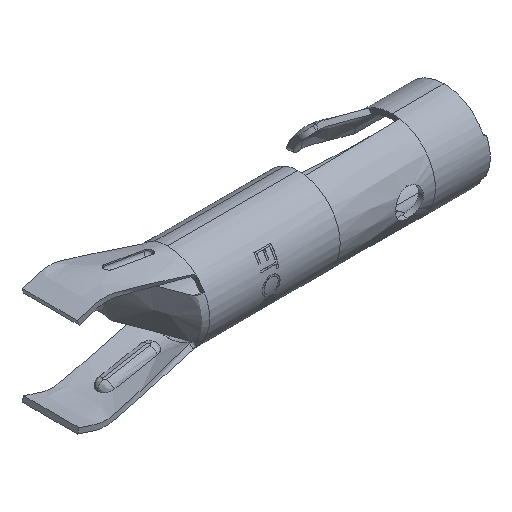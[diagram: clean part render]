
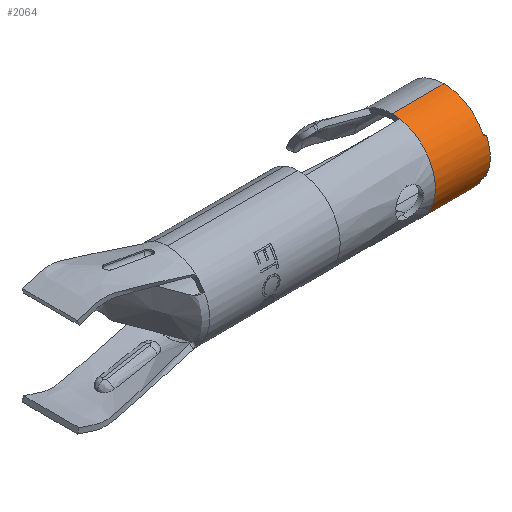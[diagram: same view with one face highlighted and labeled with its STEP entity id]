
A CAD part, isometric view. The second image highlights one B-rep face of the part: STEP entity #2064.
In plain terms, the highlighted cylindrical face has radius 3.962 mm (diameter 7.925 mm), a partial arc.
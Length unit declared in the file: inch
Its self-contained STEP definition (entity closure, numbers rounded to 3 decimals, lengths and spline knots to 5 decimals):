
#52 = AXIS2_PLACEMENT_3D ( 'NONE', #6949, #10334, #2712 ) ;
#129 = FACE_OUTER_BOUND ( 'NONE', #994, .T. ) ;
#252 = ORIENTED_EDGE ( 'NONE', *, *, #462, .F. ) ;
#332 = CARTESIAN_POINT ( 'NONE',  ( 0., 0., 0.156 ) ) ;
#378 = AXIS2_PLACEMENT_3D ( 'NONE', #5971, #9355, #1720 ) ;
#396 = CARTESIAN_POINT ( 'NONE',  ( -0.187, -0.01815, -0.15521 ) ) ;
#462 = EDGE_CURVE ( 'NONE', #4579, #4120, #3807, .T. ) ;
#472 = CARTESIAN_POINT ( 'NONE',  ( -0.187, -0.01815, 0.15521 ) ) ;
#530 = DIRECTION ( 'NONE',  ( -1., 0., 0. ) ) ;
#555 = CARTESIAN_POINT ( 'NONE',  ( -0.187, 0., -0.156 ) ) ;
#606 = CARTESIAN_POINT ( 'NONE',  ( 0., -0.14008, 0.0687 ) ) ;
#994 = EDGE_LOOP ( 'NONE', ( #8512, #2685, #2137, #5952, #6984, #1301, #3050, #7304, #2828, #252, #8809, #6621 ) ) ;
#1301 = ORIENTED_EDGE ( 'NONE', *, *, #2375, .T. ) ;
#1356 = CARTESIAN_POINT ( 'NONE',  ( -0.187, -0.02709, 0.15364 ) ) ;
#1441 = CARTESIAN_POINT ( 'NONE',  ( 0.00736, -0.14315, 0.062 ) ) ;
#1447 = CIRCLE ( 'NONE', #7699, 0.156 ) ;
#1720 = DIRECTION ( 'NONE',  ( 0., 0., 1. ) ) ;
#1800 = VERTEX_POINT ( 'NONE', #9284 ) ;
#1903 = VERTEX_POINT ( 'NONE', #6393 ) ;
#1960 = VECTOR ( 'NONE', #5698, 39.37008 ) ;
#2013 = CARTESIAN_POINT ( 'NONE',  ( 0.00736, -0.14315, -0.062 ) ) ;
#2064 = ADVANCED_FACE ( 'NONE', ( #129 ), #3545, .T. ) ;
#2137 = ORIENTED_EDGE ( 'NONE', *, *, #6964, .F. ) ;
#2236 = DIRECTION ( 'NONE',  ( 1., 0., 0. ) ) ;
#2283 = EDGE_CURVE ( 'NONE', #1903, #10453, #1447, .T. ) ;
#2292 = CARTESIAN_POINT ( 'NONE',  ( -0.187, 0., 0.156 ) ) ;
#2337 = CARTESIAN_POINT ( 'NONE',  ( -0.187, 0., 0. ) ) ;
#2375 = EDGE_CURVE ( 'NONE', #5572, #3175, #7552, .T. ) ;
#2675 = CARTESIAN_POINT ( 'NONE',  ( -0.187, 0., -0.15601 ) ) ;
#2685 = ORIENTED_EDGE ( 'NONE', *, *, #9836, .T. ) ;
#2712 = DIRECTION ( 'NONE',  ( 0., 0., -1. ) ) ;
#2828 = ORIENTED_EDGE ( 'NONE', *, *, #9188, .T. ) ;
#2857 = CARTESIAN_POINT ( 'NONE',  ( 0., -0.14008, -0.0687 ) ) ;
#2869 = DIRECTION ( 'NONE',  ( 0., 0., -1. ) ) ;
#2888 = AXIS2_PLACEMENT_3D ( 'NONE', #4759, #2236, #5641 ) ;
#3050 = ORIENTED_EDGE ( 'NONE', *, *, #8852, .T. ) ;
#3175 = VERTEX_POINT ( 'NONE', #2675 ) ;
#3271 = DIRECTION ( 'NONE',  ( 1., 0., 0. ) ) ;
#3545 = CYLINDRICAL_SURFACE ( 'NONE', #52, 0.156 ) ;
#3692 = CARTESIAN_POINT ( 'NONE',  ( 0.01, -0.14315, -0.062 ) ) ;
#3807 = CIRCLE ( 'NONE', #8602, 0.156 ) ;
#3817 = CARTESIAN_POINT ( 'NONE',  ( -0.187, -0.00908, -0.156 ) ) ;
#3892 = CARTESIAN_POINT ( 'NONE',  ( -0.187, -0.02709, 0.15364 ) ) ;
#3921 = VECTOR ( 'NONE', #3977, 39.37008 ) ;
#3953 = DIRECTION ( 'NONE',  ( 0., 0., 1. ) ) ;
#3977 = DIRECTION ( 'NONE',  ( 1., 0., 0. ) ) ;
#4029 = CARTESIAN_POINT ( 'NONE',  ( 0., -0.13888, 0.07105 ) ) ;
#4034 = EDGE_CURVE ( 'NONE', #4579, #10172, #4099, .T. ) ;
#4099 = B_SPLINE_CURVE_WITH_KNOTS ( 'NONE', 3,
 ( #9077, #1441, #4861, #8250, #606, #4029 ),
 .UNSPECIFIED., .F., .F.,
 ( 4, 2, 4 ),
 ( 0., 0.0002, 0.0004 ),
 .UNSPECIFIED. ) ;
#4120 = VERTEX_POINT ( 'NONE', #3692 ) ;
#4531 = CARTESIAN_POINT ( 'NONE',  ( 0.01, -0.14315, 0.062 ) ) ;
#4579 = VERTEX_POINT ( 'NONE', #4531 ) ;
#4692 = CIRCLE ( 'NONE', #8049, 0.156 ) ;
#4734 = CARTESIAN_POINT ( 'NONE',  ( -0.187, 0., 0.15601 ) ) ;
#4759 = CARTESIAN_POINT ( 'NONE',  ( 0., 0., 0. ) ) ;
#4861 = CARTESIAN_POINT ( 'NONE',  ( 0.00477, -0.14273, 0.063 ) ) ;
#5299 = CARTESIAN_POINT ( 'NONE',  ( -0.187, -0.02709, -0.15364 ) ) ;
#5426 = CARTESIAN_POINT ( 'NONE',  ( 0.01, -0.14315, -0.062 ) ) ;
#5482 = EDGE_CURVE ( 'NONE', #1800, #10349, #6623, .T. ) ;
#5572 = VERTEX_POINT ( 'NONE', #5299 ) ;
#5622 = CARTESIAN_POINT ( 'NONE',  ( -0.187, 0., 0. ) ) ;
#5641 = DIRECTION ( 'NONE',  ( 0., 0., -1. ) ) ;
#5698 = DIRECTION ( 'NONE',  ( 1., 0., 0. ) ) ;
#5741 = DIRECTION ( 'NONE',  ( -1., 0., 0. ) ) ;
#5952 = ORIENTED_EDGE ( 'NONE', *, *, #5482, .F. ) ;
#5971 = CARTESIAN_POINT ( 'NONE',  ( -0.187, 0., 0. ) ) ;
#6264 = CARTESIAN_POINT ( 'NONE',  ( 0.00108, -0.14119, -0.06636 ) ) ;
#6393 = CARTESIAN_POINT ( 'NONE',  ( 0., -0.13888, -0.07105 ) ) ;
#6621 = ORIENTED_EDGE ( 'NONE', *, *, #10519, .F. ) ;
#6623 = CIRCLE ( 'NONE', #378, 0.156 ) ;
#6674 = DIRECTION ( 'NONE',  ( 0., 0., -1. ) ) ;
#6949 = CARTESIAN_POINT ( 'NONE',  ( -0.187, 0., 0. ) ) ;
#6964 = EDGE_CURVE ( 'NONE', #10349, #8350, #7150, .T. ) ;
#6984 = ORIENTED_EDGE ( 'NONE', *, *, #10806, .F. ) ;
#7106 = CARTESIAN_POINT ( 'NONE',  ( 0., 0., 0. ) ) ;
#7150 = CIRCLE ( 'NONE', #9083, 0.156 ) ;
#7173 = CARTESIAN_POINT ( 'NONE',  ( 0., -0.13888, 0.07105 ) ) ;
#7214 = CARTESIAN_POINT ( 'NONE',  ( -0.187, 0., -0.15601 ) ) ;
#7304 = ORIENTED_EDGE ( 'NONE', *, *, #2283, .F. ) ;
#7526 = VERTEX_POINT ( 'NONE', #9501 ) ;
#7552 = B_SPLINE_CURVE_WITH_KNOTS ( 'NONE', 3,
 ( #8040, #396, #3817, #7214 ),
 .UNSPECIFIED., .F., .F.,
 ( 4, 4 ),
 ( 0.7359, 0.76539 ),
 .UNSPECIFIED. ) ;
#7699 = AXIS2_PLACEMENT_3D ( 'NONE', #7106, #10492, #2869 ) ;
#8040 = CARTESIAN_POINT ( 'NONE',  ( -0.187, -0.02709, -0.15364 ) ) ;
#8049 = AXIS2_PLACEMENT_3D ( 'NONE', #2337, #5741, #9127 ) ;
#8118 = CARTESIAN_POINT ( 'NONE',  ( -0.187, -0.00908, 0.156 ) ) ;
#8198 = LINE ( 'NONE', #555, #3921 ) ;
#8250 = CARTESIAN_POINT ( 'NONE',  ( 0.00108, -0.1412, 0.06636 ) ) ;
#8350 = VERTEX_POINT ( 'NONE', #1356 ) ;
#8512 = ORIENTED_EDGE ( 'NONE', *, *, #8887, .F. ) ;
#8602 = AXIS2_PLACEMENT_3D ( 'NONE', #10894, #3271, #6674 ) ;
#8650 = B_SPLINE_CURVE_WITH_KNOTS ( 'NONE', 3,
 ( #10481, #2857, #6264, #9643, #2013, #5426 ),
 .UNSPECIFIED., .F., .F.,
 ( 4, 2, 4 ),
 ( 0., 0.0002, 0.0004 ),
 .UNSPECIFIED. ) ;
#8809 = ORIENTED_EDGE ( 'NONE', *, *, #4034, .T. ) ;
#8852 = EDGE_CURVE ( 'NONE', #3175, #10453, #8198, .T. ) ;
#8887 = EDGE_CURVE ( 'NONE', #7526, #10729, #9914, .T. ) ;
#9077 = CARTESIAN_POINT ( 'NONE',  ( 0.01, -0.14315, 0.062 ) ) ;
#9083 = AXIS2_PLACEMENT_3D ( 'NONE', #5622, #530, #3953 ) ;
#9127 = DIRECTION ( 'NONE',  ( 0., 0., 1. ) ) ;
#9188 = EDGE_CURVE ( 'NONE', #1903, #4120, #8650, .T. ) ;
#9284 = CARTESIAN_POINT ( 'NONE',  ( -0.187, -0.03632, -0.15172 ) ) ;
#9355 = DIRECTION ( 'NONE',  ( -1., 0., 0. ) ) ;
#9435 = CARTESIAN_POINT ( 'NONE',  ( -0.187, -0.03867, 0.15114 ) ) ;
#9501 = CARTESIAN_POINT ( 'NONE',  ( -0.187, 0., 0.15601 ) ) ;
#9643 = CARTESIAN_POINT ( 'NONE',  ( 0.00477, -0.14272, -0.063 ) ) ;
#9805 = CARTESIAN_POINT ( 'NONE',  ( 0., 0., -0.156 ) ) ;
#9836 = EDGE_CURVE ( 'NONE', #7526, #8350, #9840, .T. ) ;
#9840 = B_SPLINE_CURVE_WITH_KNOTS ( 'NONE', 3,
 ( #4734, #8118, #472, #3892 ),
 .UNSPECIFIED., .F., .F.,
 ( 4, 4 ),
 ( 0.23461, 0.2641 ),
 .UNSPECIFIED. ) ;
#9914 = LINE ( 'NONE', #2292, #1960 ) ;
#10172 = VERTEX_POINT ( 'NONE', #7173 ) ;
#10334 = DIRECTION ( 'NONE',  ( 1., 0., 0. ) ) ;
#10349 = VERTEX_POINT ( 'NONE', #9435 ) ;
#10453 = VERTEX_POINT ( 'NONE', #9805 ) ;
#10481 = CARTESIAN_POINT ( 'NONE',  ( 0., -0.13888, -0.07105 ) ) ;
#10492 = DIRECTION ( 'NONE',  ( 1., 0., 0. ) ) ;
#10519 = EDGE_CURVE ( 'NONE', #10729, #10172, #10718, .T. ) ;
#10718 = CIRCLE ( 'NONE', #2888, 0.156 ) ;
#10729 = VERTEX_POINT ( 'NONE', #332 ) ;
#10806 = EDGE_CURVE ( 'NONE', #5572, #1800, #4692, .T. ) ;
#10894 = CARTESIAN_POINT ( 'NONE',  ( 0.01, 0., 0. ) ) ;
